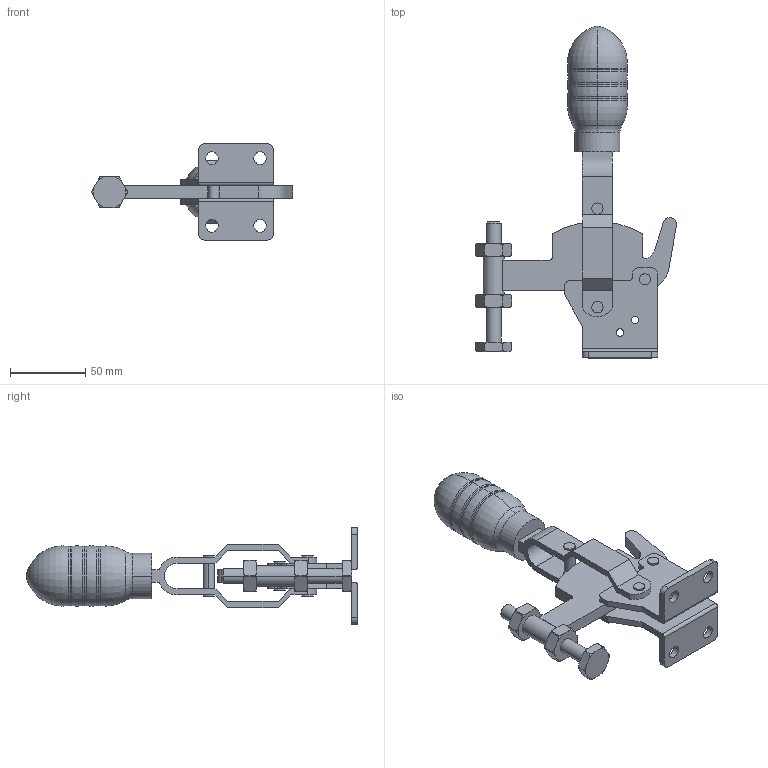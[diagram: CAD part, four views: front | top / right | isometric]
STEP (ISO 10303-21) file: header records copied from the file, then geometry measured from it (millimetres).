
FILE_DESCRIPTION( ( '' ), '1' );
FILE_NAME( 'K0065.0350_(GESCHLOSSEN)'.stp', '2012-10-29T15:59:30', ( '' ), ( '' ), ' ', ' ', ' ' );
FILE_SCHEMA( ( 'CONFIG_CONTROL_DESIGN' ) );
Length unit declared in the file: millimetre
Products named in the file (1): 1
Bounding box: 133.56 x 220.49 x 64 mm (x, y, z)
Volume: 183094.6 mm3; surface area: 55976.4 mm2
Topology: 1 solids, 2 shells, 251 faces, 687 edges, 452 vertices
Faces by surface type: cylinder 99, plane 92, torus 58, cone 2
Entity records: 9930 total; most frequent: CARTESIAN_POINT 3333, DIRECTION 1410, ORIENTED_EDGE 1370, EDGE_CURVE 685, AXIS2_PLACEMENT_3D 545, VERTEX_POINT 452, LINE 320, VECTOR 320
